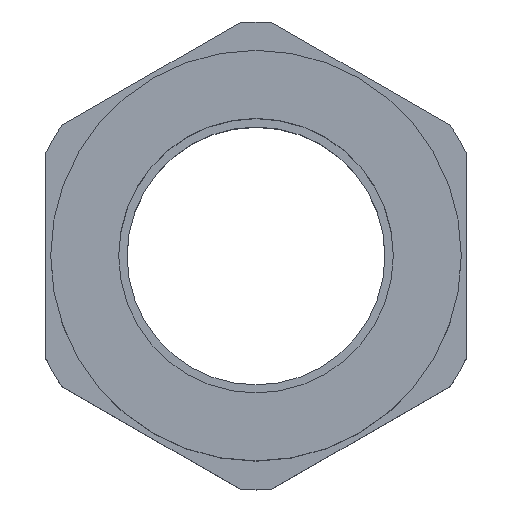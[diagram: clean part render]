
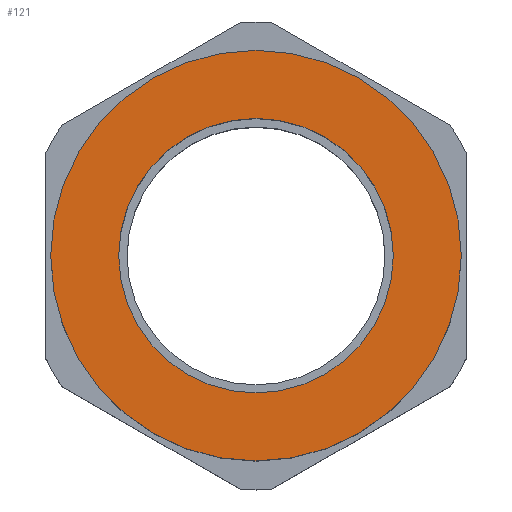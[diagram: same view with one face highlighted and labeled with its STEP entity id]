
A CAD part, top view. The second image highlights one B-rep face of the part: STEP entity #121.
In plain terms, the highlighted planar face has unit normal (0, 0, 1).
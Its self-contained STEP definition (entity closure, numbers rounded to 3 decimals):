
#67 = DIRECTION ( 'NONE',  ( 0., 0., -1. ) ) ;
#95 = CARTESIAN_POINT ( 'NONE',  ( 7.188, 0., 0. ) ) ;
#109 = EDGE_CURVE ( 'NONE', #768, #150, #486, .T. ) ;
#121 = ADVANCED_FACE ( 'NONE', ( #617, #238 ), #361, .F. ) ;
#137 = DIRECTION ( 'NONE',  ( 0., 0., -1. ) ) ;
#150 = VERTEX_POINT ( 'NONE', #382 ) ;
#161 = EDGE_LOOP ( 'NONE', ( #209, #594 ) ) ;
#182 = DIRECTION ( 'NONE',  ( 0., 0., -1. ) ) ;
#184 = EDGE_CURVE ( 'NONE', #323, #566, #619, .T. ) ;
#192 = DIRECTION ( 'NONE',  ( 0., -1., 0. ) ) ;
#209 = ORIENTED_EDGE ( 'NONE', *, *, #241, .F. ) ;
#223 = EDGE_CURVE ( 'NONE', #566, #323, #712, .T. ) ;
#238 = FACE_BOUND ( 'NONE', #554, .T. ) ;
#241 = EDGE_CURVE ( 'NONE', #150, #768, #257, .T. ) ;
#257 = CIRCLE ( 'NONE', #630, 10.75 ) ;
#323 = VERTEX_POINT ( 'NONE', #727 ) ;
#334 = CARTESIAN_POINT ( 'NONE',  ( 0., 10.75, 0. ) ) ;
#361 = PLANE ( 'NONE',  #699 ) ;
#382 = CARTESIAN_POINT ( 'NONE',  ( 0., -10.75, 0. ) ) ;
#486 = CIRCLE ( 'NONE', #728, 10.75 ) ;
#510 = CARTESIAN_POINT ( 'NONE',  ( 0., 0., 0. ) ) ;
#554 = EDGE_LOOP ( 'NONE', ( #804, #590 ) ) ;
#555 = DIRECTION ( 'NONE',  ( 0., 1., 0. ) ) ;
#566 = VERTEX_POINT ( 'NONE', #95 ) ;
#590 = ORIENTED_EDGE ( 'NONE', *, *, #184, .T. ) ;
#594 = ORIENTED_EDGE ( 'NONE', *, *, #109, .F. ) ;
#608 = CARTESIAN_POINT ( 'NONE',  ( 0., 0., 0. ) ) ;
#611 = DIRECTION ( 'NONE',  ( 0., 0., -1. ) ) ;
#612 = DIRECTION ( 'NONE',  ( 0., -1., 0. ) ) ;
#617 = FACE_OUTER_BOUND ( 'NONE', #161, .T. ) ;
#619 = CIRCLE ( 'NONE', #685, 7.188 ) ;
#629 = CARTESIAN_POINT ( 'NONE',  ( 0., 0., 0. ) ) ;
#630 = AXIS2_PLACEMENT_3D ( 'NONE', #706, #137, #192 ) ;
#647 = CARTESIAN_POINT ( 'NONE',  ( 0., 10.75, 0. ) ) ;
#649 = DIRECTION ( 'NONE',  ( 0., 1., 0. ) ) ;
#664 = AXIS2_PLACEMENT_3D ( 'NONE', #629, #182, #555 ) ;
#672 = DIRECTION ( 'NONE',  ( 0., 0., -1. ) ) ;
#675 = DIRECTION ( 'NONE',  ( 0., 1., 0. ) ) ;
#685 = AXIS2_PLACEMENT_3D ( 'NONE', #510, #67, #649 ) ;
#699 = AXIS2_PLACEMENT_3D ( 'NONE', #647, #672, #675 ) ;
#706 = CARTESIAN_POINT ( 'NONE',  ( 0., 0., 0. ) ) ;
#712 = CIRCLE ( 'NONE', #664, 7.188 ) ;
#727 = CARTESIAN_POINT ( 'NONE',  ( -7.188, 0., 0. ) ) ;
#728 = AXIS2_PLACEMENT_3D ( 'NONE', #608, #611, #612 ) ;
#768 = VERTEX_POINT ( 'NONE', #334 ) ;
#804 = ORIENTED_EDGE ( 'NONE', *, *, #223, .T. ) ;
